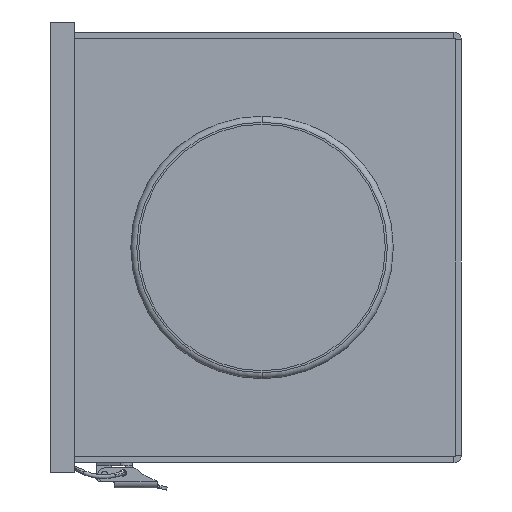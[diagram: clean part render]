
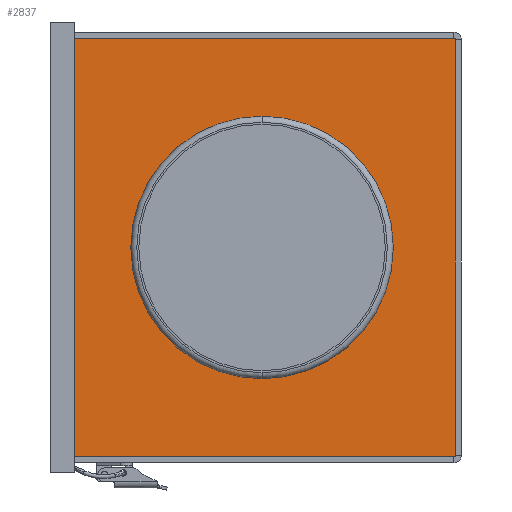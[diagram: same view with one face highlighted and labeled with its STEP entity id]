
A CAD part, left-side view. The second image highlights one B-rep face of the part: STEP entity #2837.
In plain terms, the highlighted planar face has unit normal (-1, 0, 0).
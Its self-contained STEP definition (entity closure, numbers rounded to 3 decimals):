
#900 = EDGE_CURVE ( 'NONE', #901, #902, #4662, .T. ) ;
#901 = VERTEX_POINT ( 'NONE', #4716 ) ;
#902 = VERTEX_POINT ( 'NONE', #4715 ) ;
#2834 = EDGE_CURVE ( 'NONE', #902, #901, #8037, .T. ) ;
#2837 = ADVANCED_FACE ( 'NONE', ( #8038, #8032 ), #8031, .F. ) ;
#2838 = EDGE_LOOP ( 'NONE', ( #2839, #2840 ) ) ;
#2839 = ORIENTED_EDGE ( 'NONE', *, *, #2834, .T. ) ;
#2840 = ORIENTED_EDGE ( 'NONE', *, *, #900, .T. ) ;
#2841 = EDGE_LOOP ( 'NONE', ( #2842, #2898, #2901, #2904, #2907, #2882 ) ) ;
#2842 = ORIENTED_EDGE ( 'NONE', *, *, #2896, .F. ) ;
#2843 = VERTEX_POINT ( 'NONE', #8090 ) ;
#2882 = ORIENTED_EDGE ( 'NONE', *, *, #2883, .F. ) ;
#2883 = EDGE_CURVE ( 'NONE', #2897, #2909, #8098, .T. ) ;
#2896 = EDGE_CURVE ( 'NONE', #2843, #2897, #8136, .T. ) ;
#2897 = VERTEX_POINT ( 'NONE', #8131 ) ;
#2898 = ORIENTED_EDGE ( 'NONE', *, *, #2899, .T. ) ;
#2899 = EDGE_CURVE ( 'NONE', #2843, #2900, #8130, .T. ) ;
#2900 = VERTEX_POINT ( 'NONE', #8126 ) ;
#2901 = ORIENTED_EDGE ( 'NONE', *, *, #2902, .F. ) ;
#2902 = EDGE_CURVE ( 'NONE', #2903, #2900, #8125, .T. ) ;
#2903 = VERTEX_POINT ( 'NONE', #8183 ) ;
#2904 = ORIENTED_EDGE ( 'NONE', *, *, #2905, .T. ) ;
#2905 = EDGE_CURVE ( 'NONE', #2903, #2906, #8182, .T. ) ;
#2906 = VERTEX_POINT ( 'NONE', #8178 ) ;
#2907 = ORIENTED_EDGE ( 'NONE', *, *, #2908, .T. ) ;
#2908 = EDGE_CURVE ( 'NONE', #2906, #2909, #8177, .T. ) ;
#2909 = VERTEX_POINT ( 'NONE', #8173 ) ;
#4662 = CIRCLE ( 'NONE', #4720, 62.5 ) ;
#4715 = CARTESIAN_POINT ( 'NONE',  ( -58., 99.5, 45. ) ) ;
#4716 = CARTESIAN_POINT ( 'NONE',  ( -58., 99.5, 170. ) ) ;
#4717 = DIRECTION ( 'NONE',  ( 0., 0., -1. ) ) ;
#4718 = DIRECTION ( 'NONE',  ( 1., 0., 0. ) ) ;
#4719 = CARTESIAN_POINT ( 'NONE',  ( -58., 99.5, 107.5 ) ) ;
#4720 = AXIS2_PLACEMENT_3D ( 'NONE', #4719, #4718, #4717 ) ;
#8028 = DIRECTION ( 'NONE',  ( 1., 0., 0. ) ) ;
#8029 = CARTESIAN_POINT ( 'NONE',  ( -58., -500000., 212. ) ) ;
#8030 = AXIS2_PLACEMENT_3D ( 'NONE', #8029, #8028, #8091 ) ;
#8031 = PLANE ( 'NONE',  #8030 ) ;
#8032 = FACE_OUTER_BOUND ( 'NONE', #2841, .T. ) ;
#8033 = DIRECTION ( 'NONE',  ( 0., 0., -1. ) ) ;
#8034 = DIRECTION ( 'NONE',  ( 1., 0., 0. ) ) ;
#8035 = CARTESIAN_POINT ( 'NONE',  ( -58., 99.5, 107.5 ) ) ;
#8036 = AXIS2_PLACEMENT_3D ( 'NONE', #8035, #8034, #8033 ) ;
#8037 = CIRCLE ( 'NONE', #8036, 62.5 ) ;
#8038 = FACE_BOUND ( 'NONE', #2838, .T. ) ;
#8090 = CARTESIAN_POINT ( 'NONE',  ( -58., 3., 3.737 ) ) ;
#8091 = DIRECTION ( 'NONE',  ( 0., 0., -1. ) ) ;
#8092 = DIRECTION ( 'NONE',  ( 0., 1., 0. ) ) ;
#8093 = VECTOR ( 'NONE', #8092, 1000. ) ;
#8094 = CARTESIAN_POINT ( 'NONE',  ( -58., -500000., 3. ) ) ;
#8098 = LINE ( 'NONE', #8094, #8093 ) ;
#8125 = CIRCLE ( 'NONE', #8187, 0.737 ) ;
#8126 = CARTESIAN_POINT ( 'NONE',  ( -58., 3., 211.263 ) ) ;
#8127 = DIRECTION ( 'NONE',  ( 0., 0., 1. ) ) ;
#8128 = VECTOR ( 'NONE', #8127, 1000. ) ;
#8129 = CARTESIAN_POINT ( 'NONE',  ( -58., 3., 212. ) ) ;
#8130 = LINE ( 'NONE', #8129, #8128 ) ;
#8131 = CARTESIAN_POINT ( 'NONE',  ( -58., 3.737, 3. ) ) ;
#8132 = DIRECTION ( 'NONE',  ( 0., 0., -1. ) ) ;
#8133 = DIRECTION ( 'NONE',  ( 1., 0., 0. ) ) ;
#8134 = CARTESIAN_POINT ( 'NONE',  ( -58., 3.737, 3.737 ) ) ;
#8135 = AXIS2_PLACEMENT_3D ( 'NONE', #8134, #8133, #8132 ) ;
#8136 = CIRCLE ( 'NONE', #8135, 0.737 ) ;
#8173 = CARTESIAN_POINT ( 'NONE',  ( -58., 196., 3. ) ) ;
#8174 = DIRECTION ( 'NONE',  ( 0., 0., -1. ) ) ;
#8175 = VECTOR ( 'NONE', #8174, 1000. ) ;
#8176 = CARTESIAN_POINT ( 'NONE',  ( -58., 196., 212. ) ) ;
#8177 = LINE ( 'NONE', #8176, #8175 ) ;
#8178 = CARTESIAN_POINT ( 'NONE',  ( -58., 196., 212. ) ) ;
#8179 = DIRECTION ( 'NONE',  ( 0., 1., 0. ) ) ;
#8180 = VECTOR ( 'NONE', #8179, 1000. ) ;
#8181 = CARTESIAN_POINT ( 'NONE',  ( -58., -500000., 212. ) ) ;
#8182 = LINE ( 'NONE', #8181, #8180 ) ;
#8183 = CARTESIAN_POINT ( 'NONE',  ( -58., 3.737, 212. ) ) ;
#8184 = DIRECTION ( 'NONE',  ( 0., 0., -1. ) ) ;
#8185 = DIRECTION ( 'NONE',  ( 1., 0., 0. ) ) ;
#8186 = CARTESIAN_POINT ( 'NONE',  ( -58., 3.737, 211.263 ) ) ;
#8187 = AXIS2_PLACEMENT_3D ( 'NONE', #8186, #8185, #8184 ) ;
